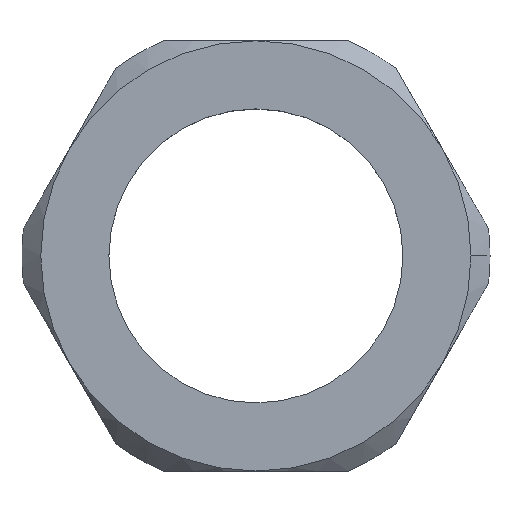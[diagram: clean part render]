
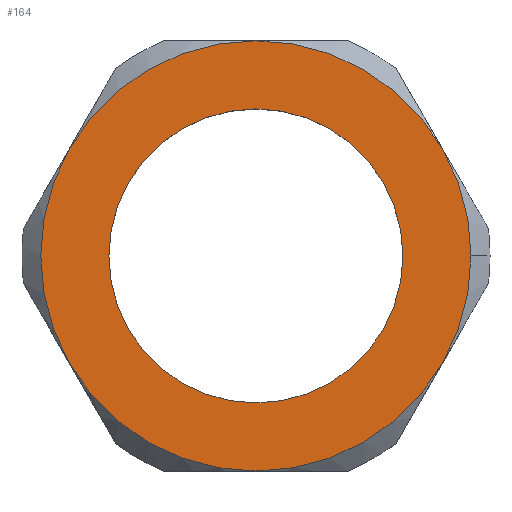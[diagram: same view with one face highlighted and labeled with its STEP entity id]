
A CAD part, top view. The second image highlights one B-rep face of the part: STEP entity #164.
In plain terms, the highlighted planar face has unit normal (0, 0, 1).
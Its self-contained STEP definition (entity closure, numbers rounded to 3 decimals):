
#2 = AXIS2_PLACEMENT_3D ( 'NONE', #517, #516, #515 ) ;
#5 = AXIS2_PLACEMENT_3D ( 'NONE', #532, #531, #530 ) ;
#6 = AXIS2_PLACEMENT_3D ( 'NONE', #535, #534, #533 ) ;
#9 = AXIS2_PLACEMENT_3D ( 'NONE', #541, #537, #536 ) ;
#10 = AXIS2_PLACEMENT_3D ( 'NONE', #544, #543, #542 ) ;
#14 = AXIS2_PLACEMENT_3D ( 'NONE', #641, #640, #639 ) ;
#15 = AXIS2_PLACEMENT_3D ( 'NONE', #638, #559, #558 ) ;
#17 = AXIS2_PLACEMENT_3D ( 'NONE', #644, #643, #642 ) ;
#20 = AXIS2_PLACEMENT_3D ( 'NONE', #557, #556, #555 ) ;
#36 = FACE_OUTER_BOUND ( 'NONE', #783, .T. ) ;
#38 = AXIS2_PLACEMENT_3D ( 'NONE', #424, #423, #422 ) ;
#70 = FACE_BOUND ( 'NONE', #781, .T. ) ;
#128 = EDGE_CURVE ( 'NONE', #817, #821, #235, .T. ) ;
#129 = EDGE_CURVE ( 'NONE', #821, #839, #234, .T. ) ;
#131 = EDGE_CURVE ( 'NONE', #843, #816, #233, .T. ) ;
#132 = EDGE_CURVE ( 'NONE', #816, #834, #232, .T. ) ;
#134 = EDGE_CURVE ( 'NONE', #823, #843, #231, .T. ) ;
#136 = EDGE_CURVE ( 'NONE', #840, #838, #230, .T. ) ;
#137 = EDGE_CURVE ( 'NONE', #838, #840, #229, .T. ) ;
#138 = EDGE_CURVE ( 'NONE', #834, #817, #228, .T. ) ;
#143 = EDGE_CURVE ( 'NONE', #839, #823, #224, .T. ) ;
#164 = ADVANCED_FACE ( 'NONE', ( #70, #36 ), #425, .T. ) ;
#224 = CIRCLE ( 'NONE', #2, 15. ) ;
#228 = CIRCLE ( 'NONE', #5, 15. ) ;
#229 = CIRCLE ( 'NONE', #6, 10.25 ) ;
#230 = CIRCLE ( 'NONE', #9, 10.25 ) ;
#231 = CIRCLE ( 'NONE', #10, 15. ) ;
#232 = CIRCLE ( 'NONE', #20, 15. ) ;
#233 = CIRCLE ( 'NONE', #15, 15. ) ;
#234 = CIRCLE ( 'NONE', #14, 15. ) ;
#235 = CIRCLE ( 'NONE', #17, 15. ) ;
#422 = DIRECTION ( 'NONE',  ( 1., 0., 0. ) ) ;
#423 = DIRECTION ( 'NONE',  ( 0., 0., 1. ) ) ;
#424 = CARTESIAN_POINT ( 'NONE',  ( 0., 0., 6. ) ) ;
#425 = PLANE ( 'NONE',  #38 ) ;
#515 = DIRECTION ( 'NONE',  ( 1., 0., 0. ) ) ;
#516 = DIRECTION ( 'NONE',  ( 0., 0., 1. ) ) ;
#517 = CARTESIAN_POINT ( 'NONE',  ( 0., 0., 6. ) ) ;
#530 = DIRECTION ( 'NONE',  ( 1., 0., 0. ) ) ;
#531 = DIRECTION ( 'NONE',  ( 0., 0., 1. ) ) ;
#532 = CARTESIAN_POINT ( 'NONE',  ( 0., 0., 6. ) ) ;
#533 = DIRECTION ( 'NONE',  ( 1., 0., 0. ) ) ;
#534 = DIRECTION ( 'NONE',  ( 0., 0., 1. ) ) ;
#535 = CARTESIAN_POINT ( 'NONE',  ( 0., 0., 6. ) ) ;
#536 = DIRECTION ( 'NONE',  ( 1., 0., 0. ) ) ;
#537 = DIRECTION ( 'NONE',  ( 0., 0., 1. ) ) ;
#541 = CARTESIAN_POINT ( 'NONE',  ( 0., 0., 6. ) ) ;
#542 = DIRECTION ( 'NONE',  ( 1., 0., 0. ) ) ;
#543 = DIRECTION ( 'NONE',  ( 0., 0., 1. ) ) ;
#544 = CARTESIAN_POINT ( 'NONE',  ( 0., 0., 6. ) ) ;
#555 = DIRECTION ( 'NONE',  ( 1., 0., 0. ) ) ;
#556 = DIRECTION ( 'NONE',  ( 0., 0., 1. ) ) ;
#557 = CARTESIAN_POINT ( 'NONE',  ( 0., 0., 6. ) ) ;
#558 = DIRECTION ( 'NONE',  ( 1., 0., 0. ) ) ;
#559 = DIRECTION ( 'NONE',  ( 0., 0., 1. ) ) ;
#560 = CARTESIAN_POINT ( 'NONE',  ( 0., -15., 6. ) ) ;
#564 = CARTESIAN_POINT ( 'NONE',  ( 12.99, -7.5, 6. ) ) ;
#566 = CARTESIAN_POINT ( 'NONE',  ( 12.99, 7.5, 6. ) ) ;
#577 = CARTESIAN_POINT ( 'NONE',  ( -12.99, -7.5, 6. ) ) ;
#581 = CARTESIAN_POINT ( 'NONE',  ( 10.25, 0., 6. ) ) ;
#582 = CARTESIAN_POINT ( 'NONE',  ( 15., 0., 6. ) ) ;
#583 = CARTESIAN_POINT ( 'NONE',  ( -10.25, 0., 6. ) ) ;
#586 = CARTESIAN_POINT ( 'NONE',  ( 0., 15., 6. ) ) ;
#638 = CARTESIAN_POINT ( 'NONE',  ( 0., 0., 6. ) ) ;
#639 = DIRECTION ( 'NONE',  ( 1., 0., 0. ) ) ;
#640 = DIRECTION ( 'NONE',  ( 0., 0., 1. ) ) ;
#641 = CARTESIAN_POINT ( 'NONE',  ( 0., 0., 6. ) ) ;
#642 = DIRECTION ( 'NONE',  ( 1., 0., 0. ) ) ;
#643 = DIRECTION ( 'NONE',  ( 0., 0., 1. ) ) ;
#644 = CARTESIAN_POINT ( 'NONE',  ( 0., 0., 6. ) ) ;
#742 = ORIENTED_EDGE ( 'NONE', *, *, #131, .T. ) ;
#743 = ORIENTED_EDGE ( 'NONE', *, *, #134, .T. ) ;
#744 = ORIENTED_EDGE ( 'NONE', *, *, #129, .T. ) ;
#747 = ORIENTED_EDGE ( 'NONE', *, *, #136, .F. ) ;
#752 = ORIENTED_EDGE ( 'NONE', *, *, #137, .F. ) ;
#754 = ORIENTED_EDGE ( 'NONE', *, *, #138, .T. ) ;
#755 = ORIENTED_EDGE ( 'NONE', *, *, #132, .T. ) ;
#756 = ORIENTED_EDGE ( 'NONE', *, *, #143, .T. ) ;
#762 = ORIENTED_EDGE ( 'NONE', *, *, #128, .T. ) ;
#781 = EDGE_LOOP ( 'NONE', ( #747, #752 ) ) ;
#783 = EDGE_LOOP ( 'NONE', ( #744, #756, #743, #742, #755, #754, #762 ) ) ;
#816 = VERTEX_POINT ( 'NONE', #852 ) ;
#817 = VERTEX_POINT ( 'NONE', #560 ) ;
#821 = VERTEX_POINT ( 'NONE', #564 ) ;
#823 = VERTEX_POINT ( 'NONE', #566 ) ;
#834 = VERTEX_POINT ( 'NONE', #577 ) ;
#838 = VERTEX_POINT ( 'NONE', #581 ) ;
#839 = VERTEX_POINT ( 'NONE', #582 ) ;
#840 = VERTEX_POINT ( 'NONE', #583 ) ;
#843 = VERTEX_POINT ( 'NONE', #586 ) ;
#852 = CARTESIAN_POINT ( 'NONE',  ( -12.99, 7.5, 6. ) ) ;
